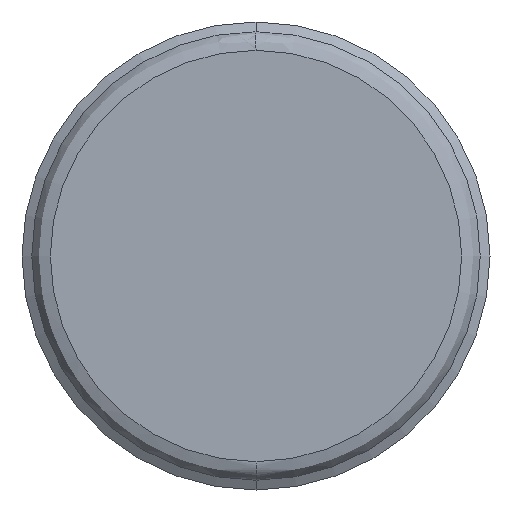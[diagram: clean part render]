
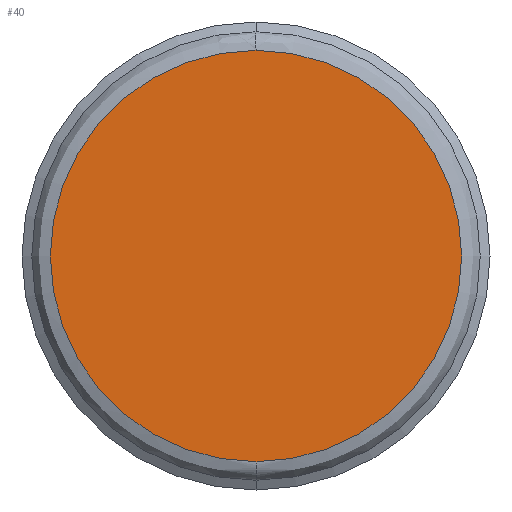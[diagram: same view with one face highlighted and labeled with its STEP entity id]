
A CAD part, left-side view. The second image highlights one B-rep face of the part: STEP entity #40.
In plain terms, the highlighted planar face has unit normal (-1, 0, 0).
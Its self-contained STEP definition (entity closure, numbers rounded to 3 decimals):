
#40=ADVANCED_FACE('',(#73),#72,.T.);
#72=PLANE('',#398);
#73=FACE_OUTER_BOUND('',#399,.T.);
#395=CARTESIAN_POINT('',(-13.,-21.92,-24.256));
#396=DIRECTION('',(-1.,0.,0.));
#397=DIRECTION('',(0.,0.,1.));
#398=AXIS2_PLACEMENT_3D('',#395,#396,#397);
#399=EDGE_LOOP('',(#714,#715));
#714=ORIENTED_EDGE('',*,*,#838,.T.);
#715=ORIENTED_EDGE('',*,*,#839,.T.);
#838=EDGE_CURVE('',#900,#901,#902,.T.);
#839=EDGE_CURVE('',#901,#900,#908,.T.);
#900=VERTEX_POINT('',#1307);
#901=VERTEX_POINT('',#1308);
#902=CIRCLE('',#1312,10.546);
#908=CIRCLE('',#1316,10.546);
#1307=CARTESIAN_POINT('',(-13.,0.,10.546));
#1308=CARTESIAN_POINT('',(-13.,0.,-10.546));
#1309=CARTESIAN_POINT('',(-13.,0.,0.));
#1310=DIRECTION('',(-1.,0.,0.));
#1311=DIRECTION('',(0.,0.,1.));
#1312=AXIS2_PLACEMENT_3D('',#1309,#1310,#1311);
#1313=CARTESIAN_POINT('',(-13.,0.,0.));
#1314=DIRECTION('',(-1.,0.,0.));
#1315=DIRECTION('',(0.,0.,1.));
#1316=AXIS2_PLACEMENT_3D('',#1313,#1314,#1315);
